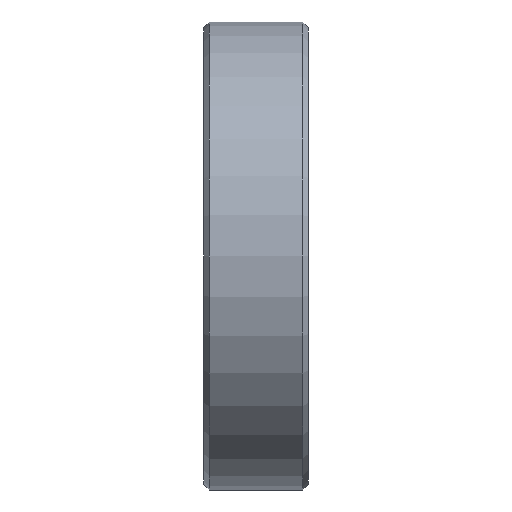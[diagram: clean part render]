
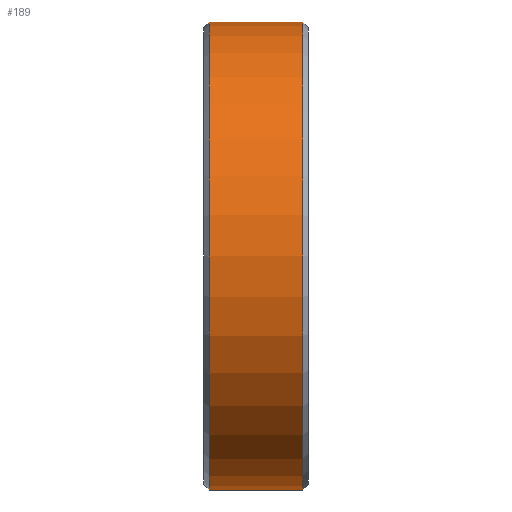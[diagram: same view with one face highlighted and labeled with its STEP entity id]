
A CAD part, left-side view. The second image highlights one B-rep face of the part: STEP entity #189.
In plain terms, the highlighted cylindrical face has radius 17 mm (diameter 34 mm), a partial arc.
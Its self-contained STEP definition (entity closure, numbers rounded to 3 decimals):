
#56 = VERTEX_POINT ( 'NONE', #789 ) ;
#57 = VERTEX_POINT ( 'NONE', #756 ) ;
#66 = VERTEX_POINT ( 'NONE', #796 ) ;
#74 = VERTEX_POINT ( 'NONE', #207 ) ;
#107 = DIRECTION ( 'NONE',  ( 0., 1., 0. ) ) ;
#119 = CARTESIAN_POINT ( 'NONE',  ( 0., 53.835, 0. ) ) ;
#122 = CYLINDRICAL_SURFACE ( 'NONE', #1518, 17. ) ;
#123 = FACE_OUTER_BOUND ( 'NONE', #730, .T. ) ;
#125 = DIRECTION ( 'NONE',  ( 0., 0., 1. ) ) ;
#169 = ORIENTED_EDGE ( 'NONE', *, *, #468, .T. ) ;
#170 = ORIENTED_EDGE ( 'NONE', *, *, #458, .T. ) ;
#171 = ORIENTED_EDGE ( 'NONE', *, *, #467, .T. ) ;
#172 = ORIENTED_EDGE ( 'NONE', *, *, #457, .F. ) ;
#189 = ADVANCED_FACE ( 'NONE', ( #123 ), #122, .T. ) ;
#207 = CARTESIAN_POINT ( 'NONE',  ( 0., 0.4, 17. ) ) ;
#296 = LINE ( 'NONE', #301, #1348 ) ;
#301 = CARTESIAN_POINT ( 'NONE',  ( 0., 53.835, -17. ) ) ;
#302 = DIRECTION ( 'NONE',  ( 0., 1., 0. ) ) ;
#303 = LINE ( 'NONE', #304, #1349 ) ;
#304 = CARTESIAN_POINT ( 'NONE',  ( 0., 53.835, 17. ) ) ;
#305 = DIRECTION ( 'NONE',  ( 0., 1., 0. ) ) ;
#330 = CARTESIAN_POINT ( 'NONE',  ( 0., 0.4, 0. ) ) ;
#331 = DIRECTION ( 'NONE',  ( 0., 1., 0. ) ) ;
#332 = DIRECTION ( 'NONE',  ( 0., 0., -1. ) ) ;
#333 = CARTESIAN_POINT ( 'NONE',  ( 0., 7.2, 0. ) ) ;
#334 = DIRECTION ( 'NONE',  ( 0., -1., 0. ) ) ;
#335 = DIRECTION ( 'NONE',  ( 0., 0., 1. ) ) ;
#457 = EDGE_CURVE ( 'NONE', #66, #57, #296, .T. ) ;
#458 = EDGE_CURVE ( 'NONE', #74, #56, #303, .T. ) ;
#467 = EDGE_CURVE ( 'NONE', #66, #74, #1333, .T. ) ;
#468 = EDGE_CURVE ( 'NONE', #56, #57, #1331, .T. ) ;
#730 = EDGE_LOOP ( 'NONE', ( #172, #171, #170, #169 ) ) ;
#756 = CARTESIAN_POINT ( 'NONE',  ( 0., 7.2, -17. ) ) ;
#789 = CARTESIAN_POINT ( 'NONE',  ( 0., 7.2, 17. ) ) ;
#796 = CARTESIAN_POINT ( 'NONE',  ( 0., 0.4, -17. ) ) ;
#1328 = AXIS2_PLACEMENT_3D ( 'NONE', #333, #334, #335 ) ;
#1330 = AXIS2_PLACEMENT_3D ( 'NONE', #330, #331, #332 ) ;
#1331 = CIRCLE ( 'NONE', #1328, 17. ) ;
#1333 = CIRCLE ( 'NONE', #1330, 17. ) ;
#1348 = VECTOR ( 'NONE', #302, 1000. ) ;
#1349 = VECTOR ( 'NONE', #305, 1000. ) ;
#1518 = AXIS2_PLACEMENT_3D ( 'NONE', #119, #107, #125 ) ;
